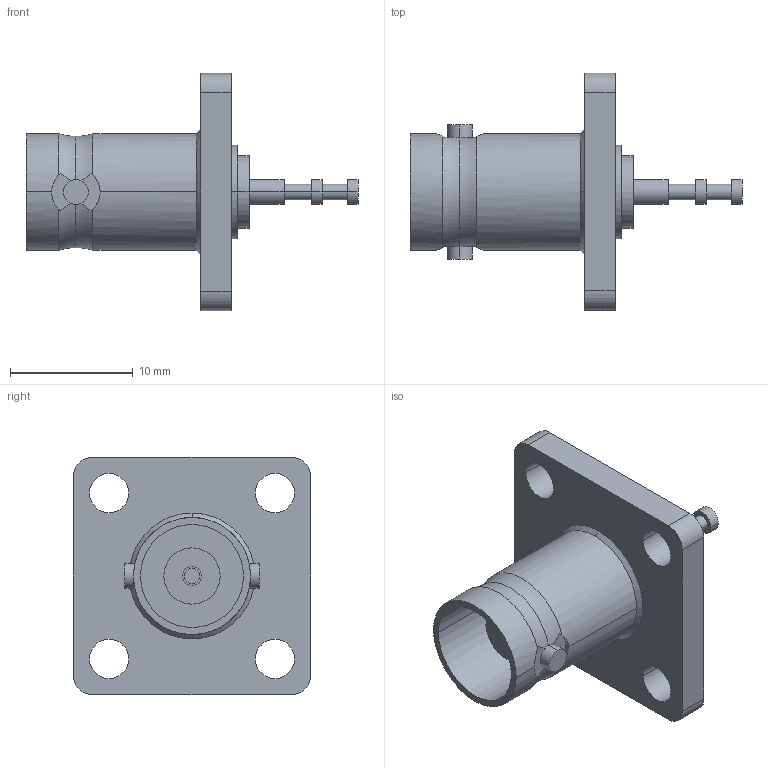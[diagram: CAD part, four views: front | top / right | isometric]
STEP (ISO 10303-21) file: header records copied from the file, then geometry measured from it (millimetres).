
FILE_DESCRIPTION (( 'STEP AP203' ), '1' );
FILE_NAME ('PE4011.step', '2019-09-09T14:08:45', ( '' ), ( '' ), 'SwSTEP 2.0', 'SolidWorks 2018', '' );
FILE_SCHEMA (( 'CONFIG_CONTROL_DESIGN' ));
Length unit declared in the file: inch
Products named in the file (1): PE4011
Bounding box: 27 x 19.3 x 19.3 mm (x, y, z)
Volume: 1511.8 mm3; surface area: 1913.1 mm2
Topology: 3 solids, 3 shells, 82 faces, 192 edges, 126 vertices
Faces by surface type: cylinder 50, plane 26, torus 4, cone 2
Entity records: 2591 total; most frequent: CARTESIAN_POINT 569, DIRECTION 426, ORIENTED_EDGE 384, EDGE_CURVE 192, AXIS2_PLACEMENT_3D 183, VERTEX_POINT 126, EDGE_LOOP 104, CIRCLE 100
